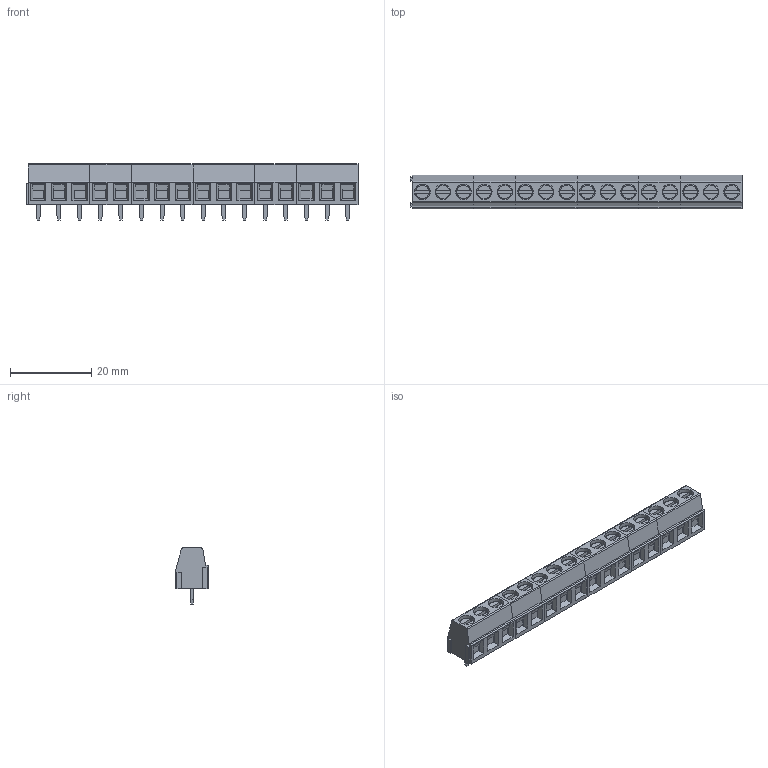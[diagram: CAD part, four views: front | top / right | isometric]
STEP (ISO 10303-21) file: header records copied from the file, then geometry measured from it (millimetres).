
FILE_DESCRIPTION(('FreeCAD Model'),'2;1');
FILE_NAME('Open CASCADE Shape Model','2024-11-08T13:32:37',(''),(''), 'Open CASCADE STEP processor 7.6','FreeCAD','Unknown');
FILE_SCHEMA(('AUTOMOTIVE_DESIGN { 1 0 10303 214 1 1 1 1 }'));
Length unit declared in the file: millimetre
Products named in the file (1): CUI_DEVICES_TB006-508-16BE
Bounding box: 81.78 x 8.2 x 13.8 mm (x, y, z)
Volume: 5517.3 mm3; surface area: 4478.5 mm2
Topology: 1 solids, 17 shells, 844 faces, 2144 edges, 1378 vertices
Faces by surface type: plane 554, bspline 128, cylinder 98, cone 64
Entity records: 38730 total; most frequent: CARTESIAN_POINT 13159, ORIENTED_EDGE 4288, DIRECTION 3727, EDGE_CURVE 2144, LINE 1451, VECTOR 1451, VERTEX_POINT 1378, AXIS2_PLACEMENT_3D 1138
